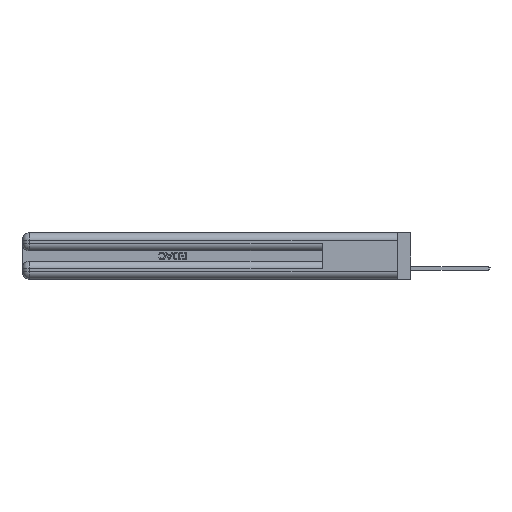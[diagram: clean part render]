
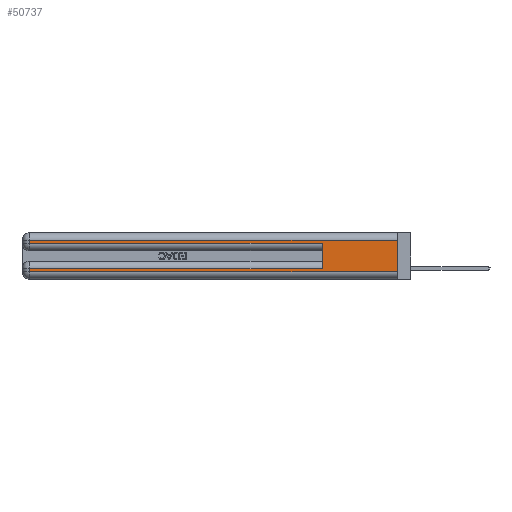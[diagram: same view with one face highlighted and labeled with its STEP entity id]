
A CAD part, left-side view. The second image highlights one B-rep face of the part: STEP entity #50737.
In plain terms, the highlighted planar face has unit normal (-1, 0, 0).
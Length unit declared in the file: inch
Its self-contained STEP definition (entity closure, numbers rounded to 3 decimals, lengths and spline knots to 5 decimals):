
#1697 = VERTEX_POINT ( 'NONE', #51361 ) ;
#1986 = AXIS2_PLACEMENT_3D ( 'NONE', #9381, #48596, #45265 ) ;
#2334 = DIRECTION ( 'NONE',  ( 0., 1., 0. ) ) ;
#2806 = ORIENTED_EDGE ( 'NONE', *, *, #38266, .T. ) ;
#4782 = CARTESIAN_POINT ( 'NONE',  ( 0., 0., 0.37 ) ) ;
#5214 = EDGE_CURVE ( 'NONE', #9663, #13895, #27374, .T. ) ;
#6132 = VERTEX_POINT ( 'NONE', #32390 ) ;
#6328 = EDGE_CURVE ( 'NONE', #1697, #40585, #42553, .T. ) ;
#7454 = LINE ( 'NONE', #49756, #34290 ) ;
#8241 = ORIENTED_EDGE ( 'NONE', *, *, #21843, .T. ) ;
#9348 = DIRECTION ( 'NONE',  ( 0., 0., -1. ) ) ;
#9381 = CARTESIAN_POINT ( 'NONE',  ( 0., 0., 0.37 ) ) ;
#9663 = VERTEX_POINT ( 'NONE', #42211 ) ;
#9978 = ORIENTED_EDGE ( 'NONE', *, *, #5214, .T. ) ;
#10015 = DIRECTION ( 'NONE',  ( 0., 0., -1. ) ) ;
#10017 = VECTOR ( 'NONE', #9348, 39.37008 ) ;
#13181 = EDGE_CURVE ( 'NONE', #1697, #39062, #7454, .T. ) ;
#13553 = CARTESIAN_POINT ( 'NONE',  ( 0., 2.94, 0.37 ) ) ;
#13895 = VERTEX_POINT ( 'NONE', #27560 ) ;
#14200 = LINE ( 'NONE', #13553, #44876 ) ;
#14641 = DIRECTION ( 'NONE',  ( 0., -1., 0. ) ) ;
#15328 = EDGE_CURVE ( 'NONE', #26997, #40585, #32807, .T. ) ;
#16095 = LINE ( 'NONE', #44999, #25444 ) ;
#16634 = CARTESIAN_POINT ( 'NONE',  ( 0., 0., 0.06 ) ) ;
#17706 = DIRECTION ( 'NONE',  ( 0., 0., -1. ) ) ;
#19395 = LINE ( 'NONE', #43848, #45671 ) ;
#19713 = ORIENTED_EDGE ( 'NONE', *, *, #15328, .T. ) ;
#20720 = ORIENTED_EDGE ( 'NONE', *, *, #43795, .F. ) ;
#21843 = EDGE_CURVE ( 'NONE', #39062, #6132, #14200, .T. ) ;
#21971 = CARTESIAN_POINT ( 'NONE',  ( 0., 0., 0.085 ) ) ;
#22455 = VECTOR ( 'NONE', #10015, 39.37008 ) ;
#24528 = CARTESIAN_POINT ( 'NONE',  ( 0., 0.6, 0.285 ) ) ;
#24780 = DIRECTION ( 'NONE',  ( 0., -1., 0. ) ) ;
#25194 = CARTESIAN_POINT ( 'NONE',  ( 0., 2.94, 0.37 ) ) ;
#25444 = VECTOR ( 'NONE', #24780, 39.37008 ) ;
#26997 = VERTEX_POINT ( 'NONE', #27081 ) ;
#27081 = CARTESIAN_POINT ( 'NONE',  ( 0., 2.94, 0.06 ) ) ;
#27374 = LINE ( 'NONE', #21971, #39305 ) ;
#27560 = CARTESIAN_POINT ( 'NONE',  ( 0., 2.94, 0.085 ) ) ;
#29811 = ORIENTED_EDGE ( 'NONE', *, *, #6328, .F. ) ;
#30617 = EDGE_LOOP ( 'NONE', ( #29811, #46835, #8241, #2806, #20720, #9978, #47324, #19713 ) ) ;
#31159 = VERTEX_POINT ( 'NONE', #24528 ) ;
#31539 = VECTOR ( 'NONE', #14641, 39.37008 ) ;
#31711 = DIRECTION ( 'NONE',  ( 0., 0., 1. ) ) ;
#32390 = CARTESIAN_POINT ( 'NONE',  ( 0., 2.94, 0.285 ) ) ;
#32490 = DIRECTION ( 'NONE',  ( 0., 1., 0. ) ) ;
#32807 = LINE ( 'NONE', #42845, #31539 ) ;
#34290 = VECTOR ( 'NONE', #32490, 39.37008 ) ;
#35678 = LINE ( 'NONE', #25194, #10017 ) ;
#37355 = FACE_OUTER_BOUND ( 'NONE', #30617, .T. ) ;
#38266 = EDGE_CURVE ( 'NONE', #6132, #31159, #16095, .T. ) ;
#39062 = VERTEX_POINT ( 'NONE', #50187 ) ;
#39305 = VECTOR ( 'NONE', #2334, 39.37008 ) ;
#40585 = VERTEX_POINT ( 'NONE', #16634 ) ;
#41078 = PLANE ( 'NONE',  #1986 ) ;
#42085 = EDGE_CURVE ( 'NONE', #13895, #26997, #35678, .T. ) ;
#42211 = CARTESIAN_POINT ( 'NONE',  ( 0., 0.6, 0.085 ) ) ;
#42553 = LINE ( 'NONE', #4782, #22455 ) ;
#42845 = CARTESIAN_POINT ( 'NONE',  ( 0., 0., 0.06 ) ) ;
#43795 = EDGE_CURVE ( 'NONE', #9663, #31159, #19395, .T. ) ;
#43848 = CARTESIAN_POINT ( 'NONE',  ( 0., 0.6, 0.145 ) ) ;
#44876 = VECTOR ( 'NONE', #17706, 39.37008 ) ;
#44999 = CARTESIAN_POINT ( 'NONE',  ( 0., 0., 0.285 ) ) ;
#45265 = DIRECTION ( 'NONE',  ( 0., 0., -1. ) ) ;
#45671 = VECTOR ( 'NONE', #31711, 39.37008 ) ;
#46835 = ORIENTED_EDGE ( 'NONE', *, *, #13181, .T. ) ;
#47324 = ORIENTED_EDGE ( 'NONE', *, *, #42085, .T. ) ;
#48596 = DIRECTION ( 'NONE',  ( 1., 0., 0. ) ) ;
#49756 = CARTESIAN_POINT ( 'NONE',  ( 0., 0., 0.31 ) ) ;
#50187 = CARTESIAN_POINT ( 'NONE',  ( 0., 2.94, 0.31 ) ) ;
#50737 = ADVANCED_FACE ( 'NONE', ( #37355 ), #41078, .F. ) ;
#51361 = CARTESIAN_POINT ( 'NONE',  ( 0., 0., 0.31 ) ) ;
